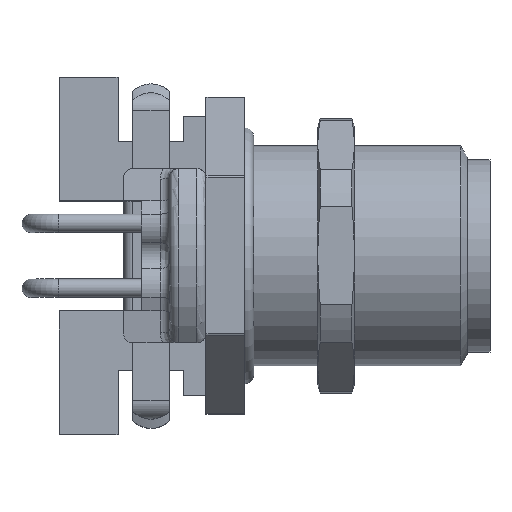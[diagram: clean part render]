
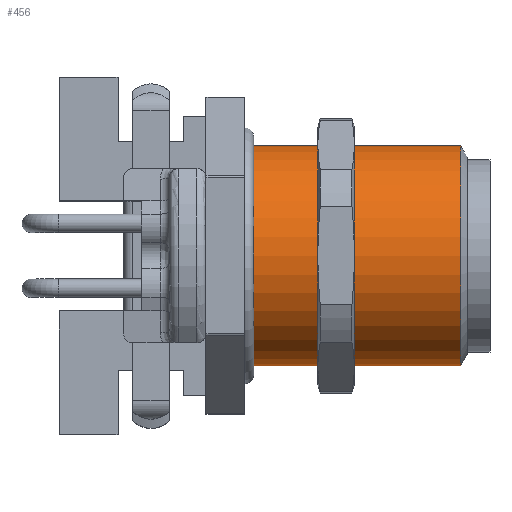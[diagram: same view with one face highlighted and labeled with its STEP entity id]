
A CAD part, top view. The second image highlights one B-rep face of the part: STEP entity #456.
In plain terms, the highlighted cylindrical face has radius 6 mm (diameter 12 mm), a full revolution.
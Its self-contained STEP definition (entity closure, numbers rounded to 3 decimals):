
#267=CYLINDRICAL_SURFACE('',#4498,6.);
#347=FACE_BOUND('',#1055,.T.);
#348=FACE_BOUND('',#1056,.T.);
#456=ADVANCED_FACE('',(#347,#348),#267,.T.);
#1055=EDGE_LOOP('',(#2080));
#1056=EDGE_LOOP('',(#2081));
#2080=ORIENTED_EDGE('',*,*,#3715,.T.);
#2081=ORIENTED_EDGE('',*,*,#3714,.T.);
#3289=VERTEX_POINT('',#6218);
#3290=VERTEX_POINT('',#6221);
#3714=EDGE_CURVE('',#3289,#3289,#4297,.T.);
#3715=EDGE_CURVE('',#3290,#3290,#4298,.T.);
#4297=CIRCLE('',#4495,6.);
#4298=CIRCLE('',#4497,6.);
#4495=AXIS2_PLACEMENT_3D('',#6217,#4994,#4995);
#4497=AXIS2_PLACEMENT_3D('',#6220,#4998,#4999);
#4498=AXIS2_PLACEMENT_3D('',#6222,#5000,#5001);
#4994=DIRECTION('',(1.,0.,0.));
#4995=DIRECTION('',(0.,0.,1.));
#4998=DIRECTION('',(-1.,0.,0.));
#4999=DIRECTION('',(0.,1.,0.));
#5000=DIRECTION('',(-1.,0.,0.));
#5001=DIRECTION('',(0.,1.,0.));
#6217=CARTESIAN_POINT('',(1.6,0.,0.));
#6218=CARTESIAN_POINT('',(1.6,0.,6.));
#6220=CARTESIAN_POINT('',(13.896,0.,0.));
#6221=CARTESIAN_POINT('',(13.896,6.,0.));
#6222=CARTESIAN_POINT('',(8.8,0.,0.));
